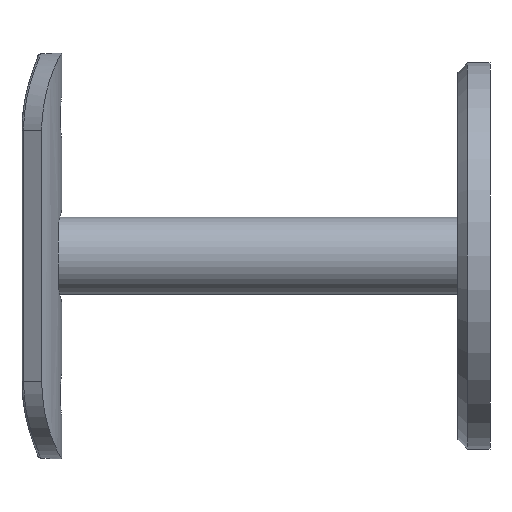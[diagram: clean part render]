
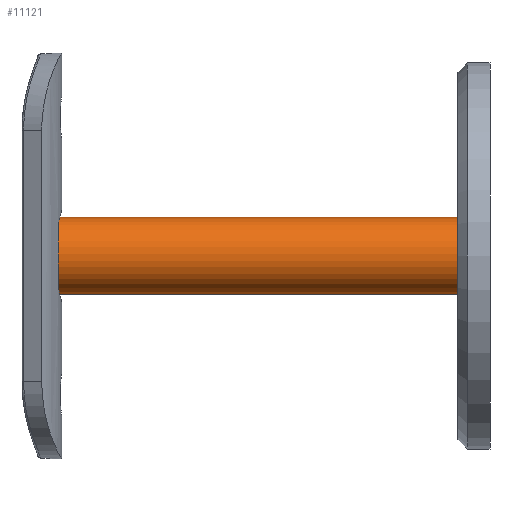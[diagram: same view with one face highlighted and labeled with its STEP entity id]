
A CAD part, left-side view. The second image highlights one B-rep face of the part: STEP entity #11121.
In plain terms, the highlighted cylindrical face has radius 6 mm (diameter 12 mm), a full revolution.
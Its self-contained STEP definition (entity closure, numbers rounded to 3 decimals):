
#2309 = CIRCLE ( 'NONE', #12809, 6. ) ;
#2693 = EDGE_CURVE ( 'NONE', #6877, #6877, #2309, .T. ) ;
#2852 = CYLINDRICAL_SURFACE ( 'NONE', #6279, 6. ) ;
#3262 = FACE_OUTER_BOUND ( 'NONE', #10624, .T. ) ;
#3575 = CIRCLE ( 'NONE', #14401, 6. ) ;
#3613 = EDGE_LOOP ( 'NONE', ( #4868 ) ) ;
#4374 = CARTESIAN_POINT ( 'NONE',  ( 0., 0., 6. ) ) ;
#4868 = ORIENTED_EDGE ( 'NONE', *, *, #11435, .T. ) ;
#5568 = DIRECTION ( 'NONE',  ( 0., 1., 0. ) ) ;
#6181 = DIRECTION ( 'NONE',  ( 0., 0., -1. ) ) ;
#6279 = AXIS2_PLACEMENT_3D ( 'NONE', #15111, #13894, #6181 ) ;
#6877 = VERTEX_POINT ( 'NONE', #14659 ) ;
#10624 = EDGE_LOOP ( 'NONE', ( #12398 ) ) ;
#10780 = CARTESIAN_POINT ( 'NONE',  ( 0., 0., 0. ) ) ;
#11009 = CARTESIAN_POINT ( 'NONE',  ( 0., 62., 0. ) ) ;
#11121 = ADVANCED_FACE ( 'NONE', ( #3262, #11828 ), #2852, .T. ) ;
#11435 = EDGE_CURVE ( 'NONE', #16431, #16431, #3575, .T. ) ;
#11828 = FACE_OUTER_BOUND ( 'NONE', #3613, .T. ) ;
#12398 = ORIENTED_EDGE ( 'NONE', *, *, #2693, .F. ) ;
#12809 = AXIS2_PLACEMENT_3D ( 'NONE', #11009, #14669, #16125 ) ;
#13894 = DIRECTION ( 'NONE',  ( 0., -1., 0. ) ) ;
#14401 = AXIS2_PLACEMENT_3D ( 'NONE', #10780, #5568, #16015 ) ;
#14659 = CARTESIAN_POINT ( 'NONE',  ( 0., 62., 6. ) ) ;
#14669 = DIRECTION ( 'NONE',  ( 0., 1., 0. ) ) ;
#15111 = CARTESIAN_POINT ( 'NONE',  ( 0., 62., 0. ) ) ;
#16015 = DIRECTION ( 'NONE',  ( 0., 0., 1. ) ) ;
#16125 = DIRECTION ( 'NONE',  ( 0., 0., 1. ) ) ;
#16431 = VERTEX_POINT ( 'NONE', #4374 ) ;
